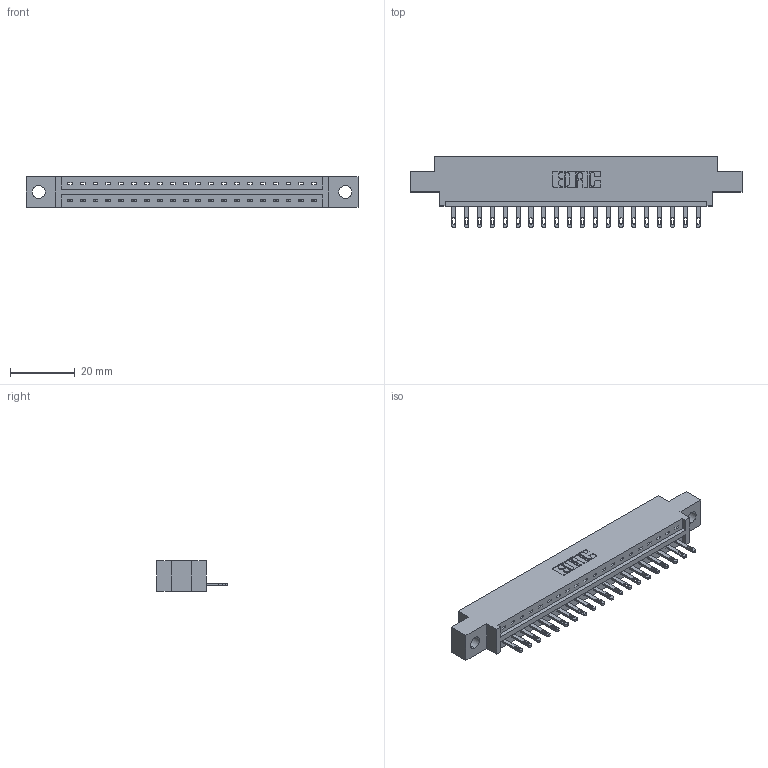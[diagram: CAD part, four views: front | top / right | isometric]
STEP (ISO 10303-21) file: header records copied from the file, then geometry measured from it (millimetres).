
FILE_DESCRIPTION (( 'STEP AP203' ), '1' );
FILE_NAME ('887-020-500-604.STEP', '2020-09-20T18:12:32', ( '' ), ( '' ), 'SwSTEP 2.0', 'SolidWorks 2020', '' );
FILE_SCHEMA (( 'CONFIG_CONTROL_DESIGN' ));
Length unit declared in the file: inch
Products named in the file (3): 345-292-001_345-293-100; 837 Part_0.170 Offset - 0.156 Dia-TH; 887-020-500-604
Assembly tree (21 placements, depth 2):
  887-020-500-604
    837 Part_0.170 Offset - 0.156 Dia-TH
    345-292-001_345-293-100  x20
Bounding box: 102.26 x 21.85 x 9.4 mm (x, y, z)
Volume: 10160 mm3; surface area: 10315.1 mm2
Topology: 21 solids, 21 shells, 1278 faces, 3923 edges, 2614 vertices
Faces by surface type: plane 874, cylinder 404
Entity records: 17777 total; most frequent: CARTESIAN_POINT 3102, ORIENTED_EDGE 3058, DIRECTION 2657, EDGE_CURVE 1529, LINE 1397, VECTOR 1397, VERTEX_POINT 1018, AXIS2_PLACEMENT_3D 630
